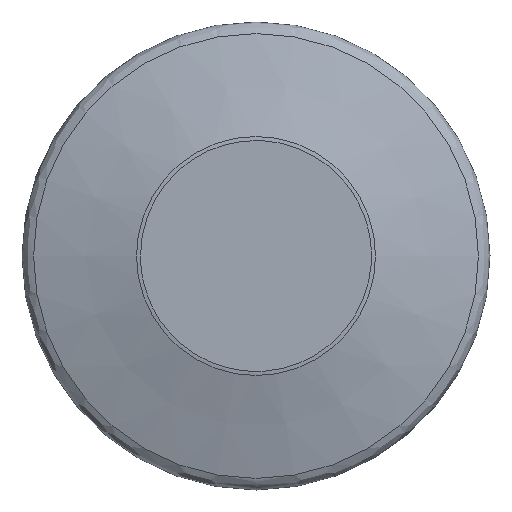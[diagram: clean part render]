
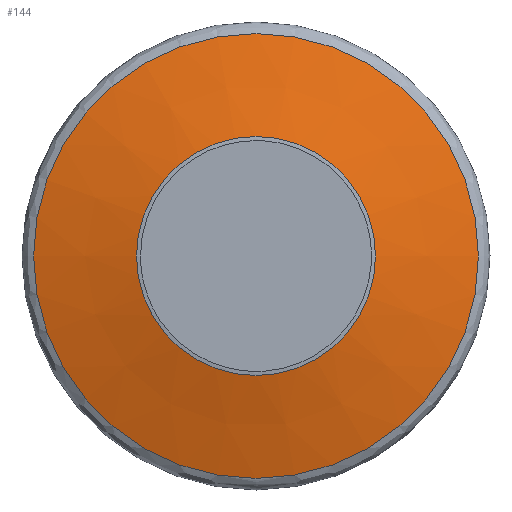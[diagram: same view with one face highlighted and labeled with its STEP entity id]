
A CAD part, left-side view. The second image highlights one B-rep face of the part: STEP entity #144.
In plain terms, the highlighted conical face has half-angle 75 degrees and reference radius 14.259 mm.
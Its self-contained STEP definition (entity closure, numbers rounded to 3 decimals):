
#7 = CIRCLE ( 'NONE', #204, 14.259 ) ;
#9 = CARTESIAN_POINT ( 'NONE',  ( 1.801, 0., -14.259 ) ) ;
#21 = CARTESIAN_POINT ( 'NONE',  ( 0.034, 0., 0. ) ) ;
#30 = CARTESIAN_POINT ( 'NONE',  ( 0.034, 7.663, 0. ) ) ;
#38 = FACE_OUTER_BOUND ( 'NONE', #93, .T. ) ;
#45 = VERTEX_POINT ( 'NONE', #30 ) ;
#78 = CIRCLE ( 'NONE', #275, 7.663 ) ;
#86 = DIRECTION ( 'NONE',  ( 0., 1., 0. ) ) ;
#93 = EDGE_LOOP ( 'NONE', ( #203 ) ) ;
#108 = CARTESIAN_POINT ( 'NONE',  ( 1.801, 0., 0. ) ) ;
#140 = DIRECTION ( 'NONE',  ( 1., 0., 0. ) ) ;
#144 = ADVANCED_FACE ( 'NONE', ( #153, #38 ), #186, .T. ) ;
#148 = EDGE_LOOP ( 'NONE', ( #219 ) ) ;
#151 = EDGE_CURVE ( 'NONE', #45, #45, #78, .T. ) ;
#153 = FACE_BOUND ( 'NONE', #148, .T. ) ;
#184 = DIRECTION ( 'NONE',  ( 0., 0., -1. ) ) ;
#186 = CONICAL_SURFACE ( 'NONE', #218, 14.259, 1.309 ) ;
#192 = DIRECTION ( 'NONE',  ( 1., 0., 0. ) ) ;
#193 = VERTEX_POINT ( 'NONE', #9 ) ;
#196 = DIRECTION ( 'NONE',  ( 1., 0., 0. ) ) ;
#203 = ORIENTED_EDGE ( 'NONE', *, *, #279, .F. ) ;
#204 = AXIS2_PLACEMENT_3D ( 'NONE', #227, #140, #184 ) ;
#218 = AXIS2_PLACEMENT_3D ( 'NONE', #108, #192, #86 ) ;
#219 = ORIENTED_EDGE ( 'NONE', *, *, #151, .T. ) ;
#227 = CARTESIAN_POINT ( 'NONE',  ( 1.801, 0., 0. ) ) ;
#262 = DIRECTION ( 'NONE',  ( 0., 1., 0. ) ) ;
#275 = AXIS2_PLACEMENT_3D ( 'NONE', #21, #196, #262 ) ;
#279 = EDGE_CURVE ( 'NONE', #193, #193, #7, .T. ) ;
